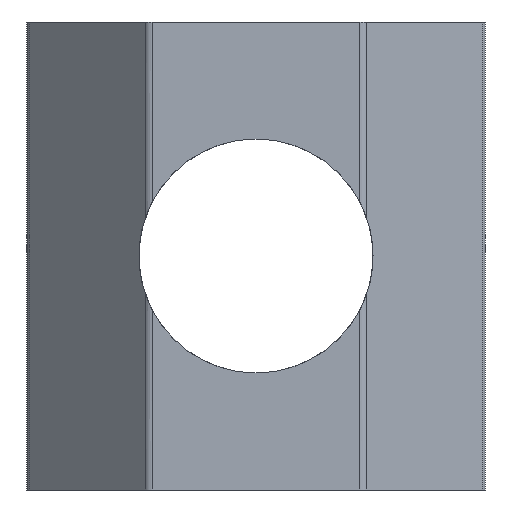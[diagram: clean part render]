
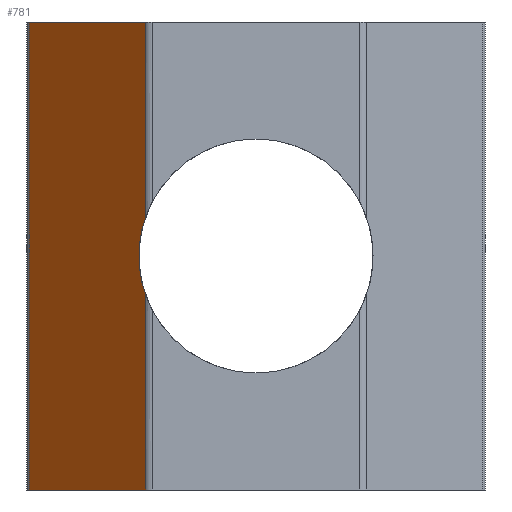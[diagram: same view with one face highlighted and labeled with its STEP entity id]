
A CAD part, front view. The second image highlights one B-rep face of the part: STEP entity #781.
In plain terms, the highlighted planar face has unit normal (-0.707, -0.707, 0).
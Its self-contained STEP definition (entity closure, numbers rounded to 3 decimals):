
#5 = LINE ( 'NONE', #267, #1062 ) ;
#72 = FACE_OUTER_BOUND ( 'NONE', #1539, .T. ) ;
#107 = CARTESIAN_POINT ( 'NONE',  ( -2.359, 0.059, 5. ) ) ;
#113 = AXIS2_PLACEMENT_3D ( 'NONE', #1431, #1566, #731 ) ;
#130 = ORIENTED_EDGE ( 'NONE', *, *, #901, .T. ) ;
#134 = VERTEX_POINT ( 'NONE', #519 ) ;
#136 = VECTOR ( 'NONE', #803, 1000. ) ;
#138 = CARTESIAN_POINT ( 'NONE',  ( -2.359, 0.059, -0.829 ) ) ;
#267 = CARTESIAN_POINT ( 'NONE',  ( -2.3, 0., 5. ) ) ;
#293 = LINE ( 'NONE', #1451, #1358 ) ;
#346 = VERTEX_POINT ( 'NONE', #138 ) ;
#379 = CARTESIAN_POINT ( 'NONE',  ( -2.359, 0.059, -0.829 ) ) ;
#388 = CARTESIAN_POINT ( 'NONE',  ( -4.841, 2.541, 5. ) ) ;
#445 = CARTESIAN_POINT ( 'NONE',  ( -2.359, 0.059, 5. ) ) ;
#460 = PLANE ( 'NONE',  #113 ) ;
#519 = CARTESIAN_POINT ( 'NONE',  ( -2.359, 0.059, 5. ) ) ;
#524 = CARTESIAN_POINT ( 'NONE',  ( -2.549, 0.249, -0.287 ) ) ;
#548 = CARTESIAN_POINT ( 'NONE',  ( -2.359, 0.059, -5. ) ) ;
#580 = EDGE_CURVE ( 'NONE', #1372, #134, #5, .T. ) ;
#617 = DIRECTION ( 'NONE',  ( 0.707, -0.707, 0. ) ) ;
#731 = DIRECTION ( 'NONE',  ( -0.707, 0.707, 0. ) ) ;
#745 = EDGE_CURVE ( 'NONE', #1324, #346, #1268, .T. ) ;
#781 = ADVANCED_FACE ( 'NONE', ( #72 ), #460, .F. ) ;
#794 = CARTESIAN_POINT ( 'NONE',  ( -2.359, 0.059, 0.829 ) ) ;
#803 = DIRECTION ( 'NONE',  ( 0., 0., -1. ) ) ;
#815 = ORIENTED_EDGE ( 'NONE', *, *, #580, .F. ) ;
#851 = EDGE_CURVE ( 'NONE', #1149, #134, #1686, .T. ) ;
#870 = EDGE_CURVE ( 'NONE', #346, #1149, #1567, .T. ) ;
#901 = EDGE_CURVE ( 'NONE', #1372, #910, #1597, .T. ) ;
#910 = VERTEX_POINT ( 'NONE', #942 ) ;
#942 = CARTESIAN_POINT ( 'NONE',  ( -4.841, 2.541, -5. ) ) ;
#970 = CARTESIAN_POINT ( 'NONE',  ( -4.841, 2.541, 5. ) ) ;
#991 = DIRECTION ( 'NONE',  ( 0., 0., 1. ) ) ;
#1062 = VECTOR ( 'NONE', #1096, 1000. ) ;
#1096 = DIRECTION ( 'NONE',  ( 0.707, -0.707, 0. ) ) ;
#1102 = ORIENTED_EDGE ( 'NONE', *, *, #851, .T. ) ;
#1149 = VERTEX_POINT ( 'NONE', #1329 ) ;
#1268 = LINE ( 'NONE', #445, #1583 ) ;
#1287 = VECTOR ( 'NONE', #1759, 1000. ) ;
#1324 = VERTEX_POINT ( 'NONE', #548 ) ;
#1329 = CARTESIAN_POINT ( 'NONE',  ( -2.359, 0.059, 0.829 ) ) ;
#1358 = VECTOR ( 'NONE', #617, 1000. ) ;
#1372 = VERTEX_POINT ( 'NONE', #970 ) ;
#1382 = ORIENTED_EDGE ( 'NONE', *, *, #745, .T. ) ;
#1431 = CARTESIAN_POINT ( 'NONE',  ( -2.3, 0., 5. ) ) ;
#1451 = CARTESIAN_POINT ( 'NONE',  ( -2.3, 0., -5. ) ) ;
#1539 = EDGE_LOOP ( 'NONE', ( #1382, #1795, #1102, #815, #130, #1770 ) ) ;
#1566 = DIRECTION ( 'NONE',  ( 0.707, 0.707, 0. ) ) ;
#1567 =( BOUNDED_CURVE ( )  B_SPLINE_CURVE ( 3, ( #379, #524, #1627, #794 ),
 .UNSPECIFIED., .F., .F. ) 
 B_SPLINE_CURVE_WITH_KNOTS ( ( 4, 4 ),
 ( 5.945, 6.621 ),
 .UNSPECIFIED. ) 
 CURVE ( )  GEOMETRIC_REPRESENTATION_ITEM ( )  RATIONAL_B_SPLINE_CURVE ( ( 1., 0.962, 0.962, 1. ) ) 
 REPRESENTATION_ITEM ( '' )  );
#1583 = VECTOR ( 'NONE', #991, 1000. ) ;
#1597 = LINE ( 'NONE', #388, #136 ) ;
#1608 = EDGE_CURVE ( 'NONE', #910, #1324, #293, .T. ) ;
#1627 = CARTESIAN_POINT ( 'NONE',  ( -2.549, 0.249, 0.287 ) ) ;
#1686 = LINE ( 'NONE', #107, #1287 ) ;
#1759 = DIRECTION ( 'NONE',  ( 0., 0., 1. ) ) ;
#1770 = ORIENTED_EDGE ( 'NONE', *, *, #1608, .T. ) ;
#1795 = ORIENTED_EDGE ( 'NONE', *, *, #870, .T. ) ;
